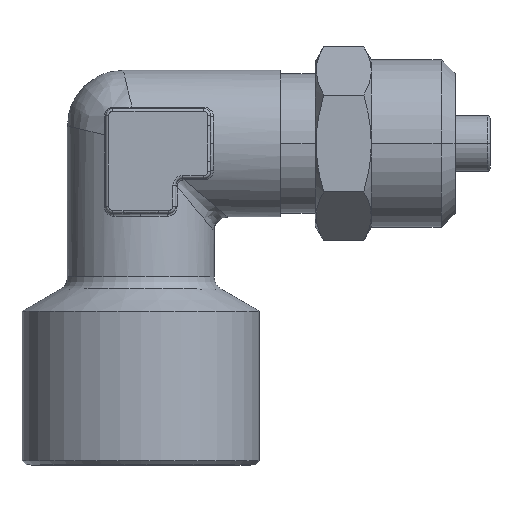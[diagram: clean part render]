
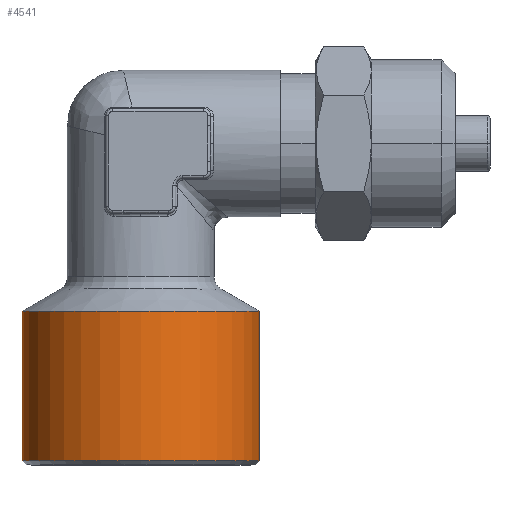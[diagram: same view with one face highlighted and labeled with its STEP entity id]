
A CAD part, top view. The second image highlights one B-rep face of the part: STEP entity #4541.
In plain terms, the highlighted cylindrical face has radius 8.5 mm (diameter 17 mm), a partial arc.
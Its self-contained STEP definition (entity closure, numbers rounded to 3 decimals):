
#776 = CARTESIAN_POINT ( 'NONE',  ( 0., 2.604, 0. ) ) ;
#777 = DIRECTION ( 'NONE',  ( 0., 1., 0. ) ) ;
#778 = DIRECTION ( 'NONE',  ( -1., 0., 0. ) ) ;
#2136 = CARTESIAN_POINT ( 'NONE',  ( -8.5, -12., 0. ) ) ;
#2137 = CARTESIAN_POINT ( 'NONE',  ( 8.5, -12., 0. ) ) ;
#2138 = CARTESIAN_POINT ( 'NONE',  ( -8.5, -22.7, 0. ) ) ;
#2139 = CARTESIAN_POINT ( 'NONE',  ( 8.5, -22.7, 0. ) ) ;
#2615 = CARTESIAN_POINT ( 'NONE',  ( 0., -12., 0. ) ) ;
#2616 = DIRECTION ( 'NONE',  ( 0., 1., 0. ) ) ;
#2617 = DIRECTION ( 'NONE',  ( -1., 0., 0. ) ) ;
#2620 = CARTESIAN_POINT ( 'NONE',  ( 8.5, 2.604, 0. ) ) ;
#2621 = DIRECTION ( 'NONE',  ( 0., 1., 0. ) ) ;
#2622 = CARTESIAN_POINT ( 'NONE',  ( 0., -22.7, 0. ) ) ;
#2623 = DIRECTION ( 'NONE',  ( 0., 1., 0. ) ) ;
#2624 = DIRECTION ( 'NONE',  ( -1., 0., 0. ) ) ;
#2625 = CARTESIAN_POINT ( 'NONE',  ( -8.5, 2.604, 0. ) ) ;
#2626 = DIRECTION ( 'NONE',  ( 0., 1., 0. ) ) ;
#3070 = LINE ( 'NONE', #2620, #3470 ) ;
#3071 = LINE ( 'NONE', #2625, #3468 ) ;
#3311 = EDGE_LOOP ( 'NONE', ( #3637, #3666, #3665, #3667 ) ) ;
#3374 = EDGE_CURVE ( 'NONE', #3571, #3572, #3451, .T. ) ;
#3376 = EDGE_CURVE ( 'NONE', #3574, #3572, #3070, .T. ) ;
#3377 = EDGE_CURVE ( 'NONE', #3573, #3574, #3471, .T. ) ;
#3378 = EDGE_CURVE ( 'NONE', #3573, #3571, #3071, .T. ) ;
#3451 = CIRCLE ( 'NONE', #3475, 8.5 ) ;
#3468 = VECTOR ( 'NONE', #2626, 1000. ) ;
#3469 = AXIS2_PLACEMENT_3D ( 'NONE', #2622, #2623, #2624 ) ;
#3470 = VECTOR ( 'NONE', #2621, 1000. ) ;
#3471 = CIRCLE ( 'NONE', #3469, 8.5 ) ;
#3475 = AXIS2_PLACEMENT_3D ( 'NONE', #2615, #2616, #2617 ) ;
#3571 = VERTEX_POINT ( 'NONE', #2136 ) ;
#3572 = VERTEX_POINT ( 'NONE', #2137 ) ;
#3573 = VERTEX_POINT ( 'NONE', #2138 ) ;
#3574 = VERTEX_POINT ( 'NONE', #2139 ) ;
#3637 = ORIENTED_EDGE ( 'NONE', *, *, #3377, .T. ) ;
#3665 = ORIENTED_EDGE ( 'NONE', *, *, #3374, .F. ) ;
#3666 = ORIENTED_EDGE ( 'NONE', *, *, #3376, .T. ) ;
#3667 = ORIENTED_EDGE ( 'NONE', *, *, #3378, .F. ) ;
#4397 = FACE_OUTER_BOUND ( 'NONE', #3311, .T. ) ;
#4398 = CYLINDRICAL_SURFACE ( 'NONE', #4969, 8.5 ) ;
#4541 = ADVANCED_FACE ( 'NONE', ( #4397 ), #4398, .T. ) ;
#4969 = AXIS2_PLACEMENT_3D ( 'NONE', #776, #777, #778 ) ;
